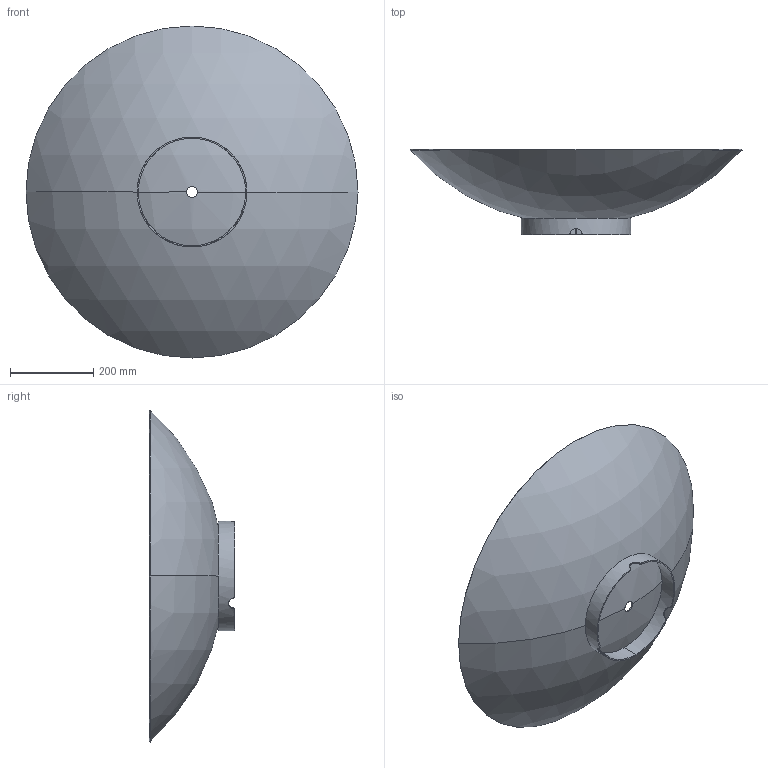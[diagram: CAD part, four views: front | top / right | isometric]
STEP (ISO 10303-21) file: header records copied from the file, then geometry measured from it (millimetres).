
FILE_DESCRIPTION (( 'STEP AP203' ), '1' );
FILE_NAME ('BN2.STEP', '2021-01-05T14:52:51', ( '' ), ( '' ), 'SwSTEP 2.0', 'SolidWorks 2020', '' );
FILE_SCHEMA (( 'CONFIG_CONTROL_DESIGN' ));
Length unit declared in the file: millimetre
Products named in the file (4): WN2 & BN2 bowl 800 Steel; BN2; WN2 & BN2-bowl; WN2 & BN2-Ring
Assembly tree (3 placements, depth 3):
  BN2
    WN2 & BN2 bowl 800 Steel
      WN2 & BN2-Ring
      WN2 & BN2-bowl
Bounding box: 800 x 206.06 x 800 mm (x, y, z)
Volume: 1896942.9 mm3; surface area: 1277707 mm2
Topology: 2 solids, 2 shells, 26 faces, 72 edges, 48 vertices
Faces by surface type: bspline 9, plane 7, cylinder 4, sphere 4, cone 2
Full cylindrical faces by diameter (mm): 259 x1, 265 x1
Entity records: 2375 total; most frequent: CARTESIAN_POINT 1347, ORIENTED_EDGE 144, DIRECTION 120, EDGE_CURVE 72, AXIS2_PLACEMENT_3D 54, VERTEX_POINT 48, PERSON_AND_ORGANIZATION 35, CIRCLE 30
